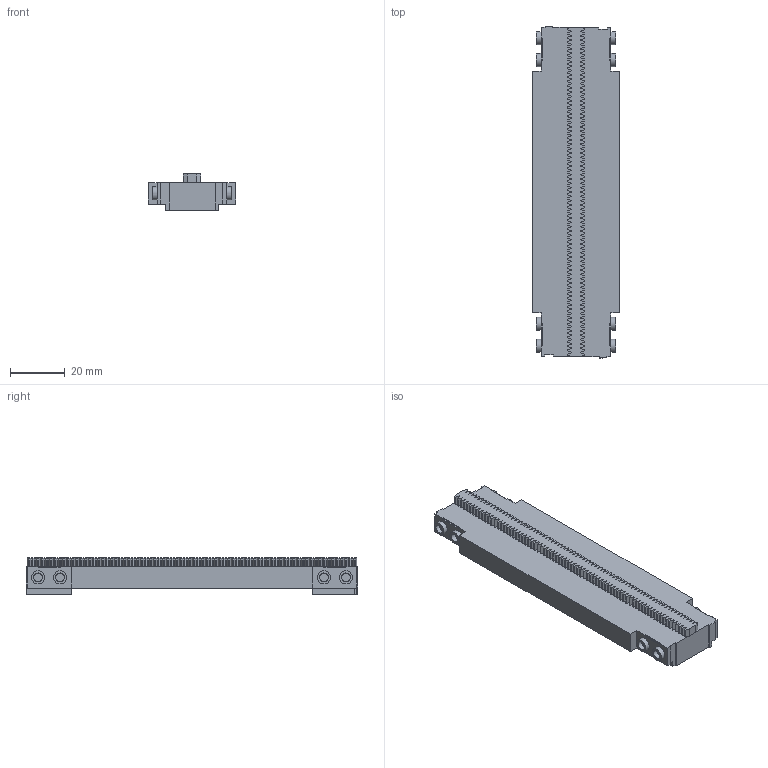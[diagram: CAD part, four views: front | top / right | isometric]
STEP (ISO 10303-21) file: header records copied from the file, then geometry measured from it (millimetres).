
FILE_DESCRIPTION(('Open CASCADE Model'),'2;1');
FILE_NAME('Open CASCADE Shape Model','2025-01-19T18:56:52',('Author'),( 'Open CASCADE'),'Open CASCADE STEP processor 7.7','Open CASCADE 7.7' ,'Unknown');
FILE_SCHEMA(('AUTOMOTIVE_DESIGN { 1 0 10303 214 1 1 1 1 }'));
Products named in the file (1): Open CASCADE STEP translator 7.7 15
Bounding box: 31.8 x 120.8 x 13.2 mm (x, y, z)
Volume: 16406.7 mm3; surface area: 19356.5 mm2
Topology: 1 solids, 1 shells, 863 faces, 2486 edges, 1656 vertices
Faces by surface type: plane 839, cylinder 24
Full cylindrical faces by diameter (mm): 3.2 x8, 4.8 x8
Entity records: 60148 total; most frequent: CARTESIAN_POINT 10146, DIRECTION 9206, LINE 7362, VECTOR 7362, ORIENTED_EDGE 4972, PCURVE 4972, DEFINITIONAL_REPRESENTATION 4972, EDGE_CURVE 2486
